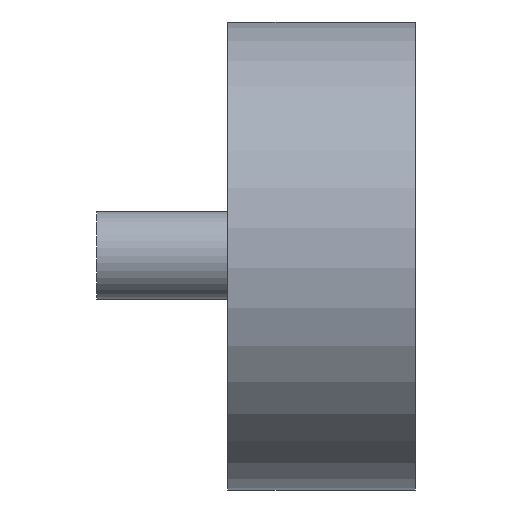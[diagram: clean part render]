
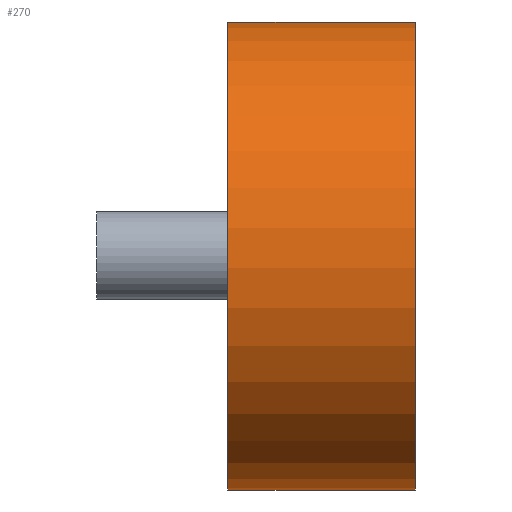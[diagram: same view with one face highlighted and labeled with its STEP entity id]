
A CAD part, left-side view. The second image highlights one B-rep face of the part: STEP entity #270.
In plain terms, the highlighted cylindrical face has radius 12.5 mm (diameter 25 mm), a partial arc.
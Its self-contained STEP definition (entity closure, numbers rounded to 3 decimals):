
#39=FACE_OUTER_BOUND('',#56,.T.);
#56=EDGE_LOOP('',(#221,#222,#223,#224));
#77=LINE('',#479,#94);
#78=LINE('',#485,#95);
#94=VECTOR('',#396,10.);
#95=VECTOR('',#403,10.);
#114=CIRCLE('',#322,12.5);
#115=CIRCLE('',#323,12.5);
#137=VERTEX_POINT('',#475);
#138=VERTEX_POINT('',#477);
#139=VERTEX_POINT('',#481);
#140=VERTEX_POINT('',#483);
#170=EDGE_CURVE('',#137,#138,#77,.T.);
#171=EDGE_CURVE('',#139,#137,#114,.T.);
#172=EDGE_CURVE('',#140,#138,#115,.T.);
#173=EDGE_CURVE('',#139,#140,#78,.T.);
#221=ORIENTED_EDGE('',*,*,#171,.T.);
#222=ORIENTED_EDGE('',*,*,#170,.T.);
#223=ORIENTED_EDGE('',*,*,#172,.F.);
#224=ORIENTED_EDGE('',*,*,#173,.F.);
#257=CYLINDRICAL_SURFACE('',#321,12.5);
#270=ADVANCED_FACE('',(#39),#257,.T.);
#321=AXIS2_PLACEMENT_3D('',#480,#397,#398);
#322=AXIS2_PLACEMENT_3D('',#482,#399,#400);
#323=AXIS2_PLACEMENT_3D('',#484,#401,#402);
#396=DIRECTION('',(0.,1.,0.));
#397=DIRECTION('center_axis',(0.,1.,0.));
#398=DIRECTION('ref_axis',(-0.999,0.,-0.052));
#399=DIRECTION('center_axis',(0.,1.,0.));
#400=DIRECTION('ref_axis',(0.876,0.,-0.483));
#401=DIRECTION('center_axis',(0.,1.,0.));
#402=DIRECTION('ref_axis',(0.876,0.,-0.483));
#403=DIRECTION('',(0.,1.,0.));
#475=CARTESIAN_POINT('',(-179.742,0.,7.143));
#477=CARTESIAN_POINT('',(-179.742,10.,7.143));
#479=CARTESIAN_POINT('',(-179.742,0.,7.143));
#480=CARTESIAN_POINT('Origin',(-190.,0.,0.));
#481=CARTESIAN_POINT('',(-179.053,0.,-6.034));
#482=CARTESIAN_POINT('Origin',(-190.,0.,0.));
#483=CARTESIAN_POINT('',(-179.053,10.,-6.034));
#484=CARTESIAN_POINT('Origin',(-190.,10.,0.));
#485=CARTESIAN_POINT('',(-179.053,0.,-6.034));
